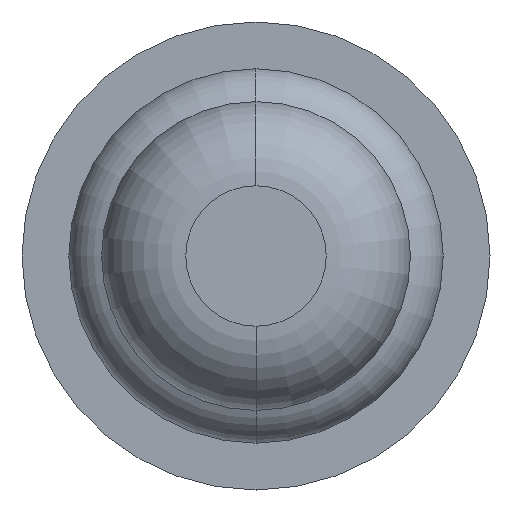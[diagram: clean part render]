
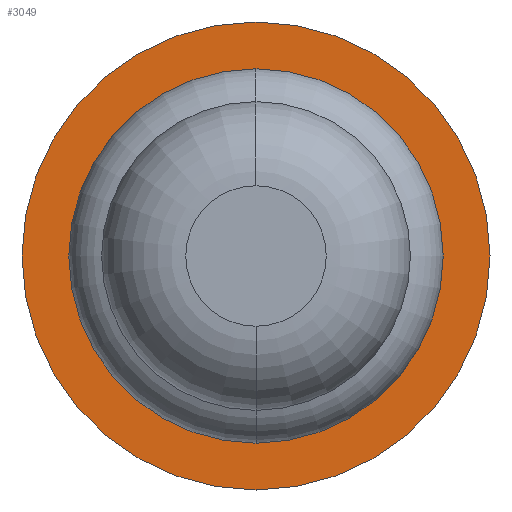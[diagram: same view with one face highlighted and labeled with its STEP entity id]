
A CAD part, front view. The second image highlights one B-rep face of the part: STEP entity #3049.
In plain terms, the highlighted planar face has unit normal (0, -1, 0).
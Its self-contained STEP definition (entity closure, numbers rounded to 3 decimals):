
#131 = EDGE_CURVE ( 'Defeature ausgef�hrt1_10+Defeature ausgef�hrt1_11+Defeature ausgef�hrt1_11+Defeature ausgef�hrt1_11', #1726, #774, #141, .T. ) ;
#141 = CIRCLE ( 'NONE', #2775, 1.25 ) ;
#302 = FACE_BOUND ( 'NONE', #1273, .T. ) ;
#403 = DIRECTION ( 'NONE',  ( -1., 0., 0. ) ) ;
#409 = ORIENTED_EDGE ( 'NONE', *, *, #2121, .F. ) ;
#455 = DIRECTION ( 'NONE',  ( -1., 0., 0. ) ) ;
#507 = AXIS2_PLACEMENT_3D ( 'NONE', #1880, #2169, #455 ) ;
#774 = VERTEX_POINT ( 'NONE', #3598 ) ;
#842 = EDGE_LOOP ( 'NONE', ( #409, #1809 ) ) ;
#951 = CIRCLE ( 'NONE', #507, 1.25 ) ;
#979 = PLANE ( 'NONE',  #1694 ) ;
#1175 = VERTEX_POINT ( 'NONE', #2873 ) ;
#1273 = EDGE_LOOP ( 'NONE', ( #1944, #2146 ) ) ;
#1477 = CIRCLE ( 'NONE', #2621, 0.64 ) ;
#1645 = AXIS2_PLACEMENT_3D ( 'NONE', #2148, #2762, #403 ) ;
#1694 = AXIS2_PLACEMENT_3D ( 'NONE', #2672, #2137, #2689 ) ;
#1695 = DIRECTION ( 'NONE',  ( 0., 1., 0. ) ) ;
#1726 = VERTEX_POINT ( 'NONE', #2984 ) ;
#1809 = ORIENTED_EDGE ( 'NONE', *, *, #131, .F. ) ;
#1880 = CARTESIAN_POINT ( 'NONE',  ( 0., 5., 0. ) ) ;
#1944 = ORIENTED_EDGE ( 'NONE', *, *, #3620, .T. ) ;
#2121 = EDGE_CURVE ( 'Defeature ausgef�hrt1_10+Defeature ausgef�hrt1_11+Defeature ausgef�hrt1_11+Defeature ausgef�hrt1_11', #774, #1726, #951, .T. ) ;
#2135 = FACE_OUTER_BOUND ( 'NONE', #842, .T. ) ;
#2137 = DIRECTION ( 'NONE',  ( 0., 1., 0. ) ) ;
#2146 = ORIENTED_EDGE ( 'NONE', *, *, #3475, .T. ) ;
#2148 = CARTESIAN_POINT ( 'NONE',  ( 0., 5., 0. ) ) ;
#2169 = DIRECTION ( 'NONE',  ( 0., 1., 0. ) ) ;
#2278 = DIRECTION ( 'NONE',  ( 0., 1., 0. ) ) ;
#2299 = CARTESIAN_POINT ( 'NONE',  ( 0., 5., 0. ) ) ;
#2621 = AXIS2_PLACEMENT_3D ( 'NONE', #3182, #2278, #3201 ) ;
#2632 = CIRCLE ( 'NONE', #1645, 0.64 ) ;
#2672 = CARTESIAN_POINT ( 'NONE',  ( 1.25, 5., 0. ) ) ;
#2689 = DIRECTION ( 'NONE',  ( -1., 0., 0. ) ) ;
#2762 = DIRECTION ( 'NONE',  ( 0., 1., 0. ) ) ;
#2775 = AXIS2_PLACEMENT_3D ( 'NONE', #2299, #1695, #3744 ) ;
#2873 = CARTESIAN_POINT ( 'NONE',  ( 0.64, 5., 0. ) ) ;
#2984 = CARTESIAN_POINT ( 'NONE',  ( 1.25, 5., 0. ) ) ;
#3049 = ADVANCED_FACE ( 'Defeature ausgef�hrt1_11', ( #2135, #302 ), #979, .F. ) ;
#3182 = CARTESIAN_POINT ( 'NONE',  ( 0., 5., 0. ) ) ;
#3201 = DIRECTION ( 'NONE',  ( -1., 0., 0. ) ) ;
#3338 = CARTESIAN_POINT ( 'NONE',  ( -0.64, 5., 0. ) ) ;
#3475 = EDGE_CURVE ( 'Defeature ausgef�hrt1_11+Defeature ausgef�hrt1_8+Defeature ausgef�hrt1_8+Defeature ausgef�hrt1_8', #1175, #3639, #1477, .T. ) ;
#3598 = CARTESIAN_POINT ( 'NONE',  ( -1.25, 5., 0. ) ) ;
#3620 = EDGE_CURVE ( 'Defeature ausgef�hrt1_11+Defeature ausgef�hrt1_8+Defeature ausgef�hrt1_8+Defeature ausgef�hrt1_8', #3639, #1175, #2632, .T. ) ;
#3639 = VERTEX_POINT ( 'NONE', #3338 ) ;
#3744 = DIRECTION ( 'NONE',  ( -1., 0., 0. ) ) ;
